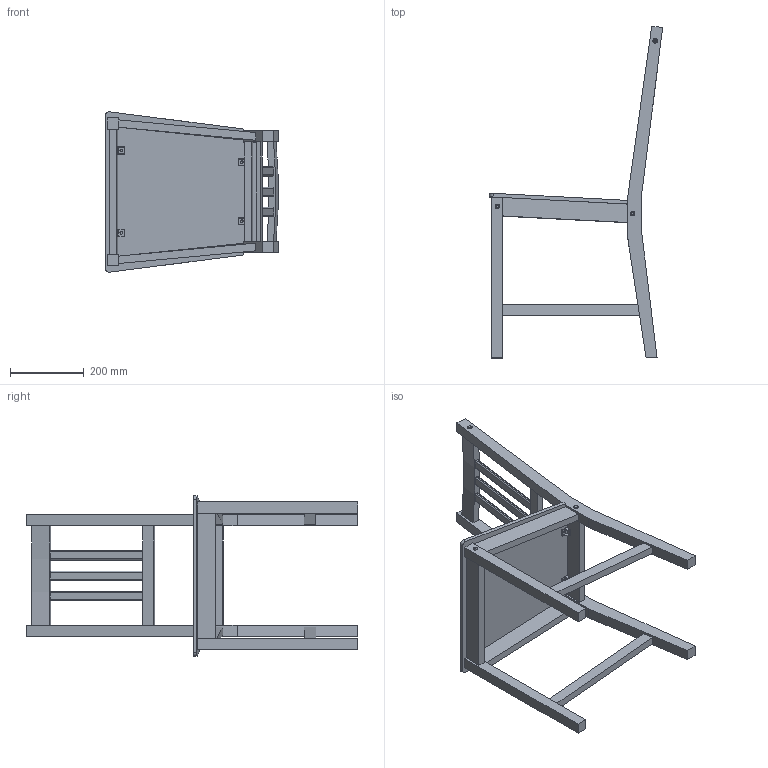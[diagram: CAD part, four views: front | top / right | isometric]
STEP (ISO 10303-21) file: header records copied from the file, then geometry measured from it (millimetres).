
FILE_DESCRIPTION (( 'STEP AP203' ), '1' );
FILE_NAME ('12page_scene_8.STEP', '2020-04-02T07:22:04', ( '' ), ( '' ), 'SwSTEP 2.0', 'SolidWorks 2014', '' );
FILE_SCHEMA (( 'CONFIG_CONTROL_DESIGN' ));
Length unit declared in the file: millimetre
Products named in the file (10): chair part2; chair pin(14ea); chair braket(4ea); chair part5; 渠蘆 犒餌chair part5; chair part4; chair part3; countersunk flat head cross recess screw_iso(6ea); chair part1; 12page_scene_8
Assembly tree (27 placements, depth 2):
  12page_scene_8
    渠蘆 犒餌chair part5
    chair pin(14ea)  x14
    chair part3
    chair braket(4ea)  x4
    chair part2
    chair part4
    chair part5
    countersunk flat head cross recess screw_iso(6ea)  x3
    chair part1
Bounding box: 470.39 x 900.57 x 435.4 mm (x, y, z)
Volume: 6537934.9 mm3; surface area: 1078102 mm2
Topology: 27 solids, 27 shells, 611 faces, 1433 edges, 899 vertices
Faces by surface type: plane 272, cylinder 205, cone 112, bspline 8, sphere 8, torus 6
Entity records: 11644 total; most frequent: DIRECTION 1878, CARTESIAN_POINT 1781, ORIENTED_EDGE 1612, EDGE_CURVE 806, AXIS2_PLACEMENT_3D 708, VERTEX_POINT 523, VECTOR 462, LINE 462
